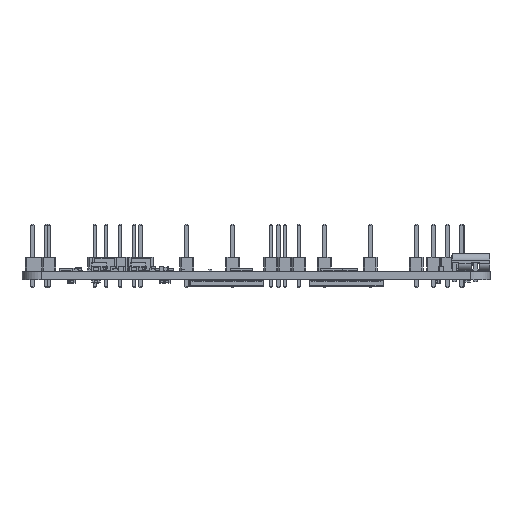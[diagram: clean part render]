
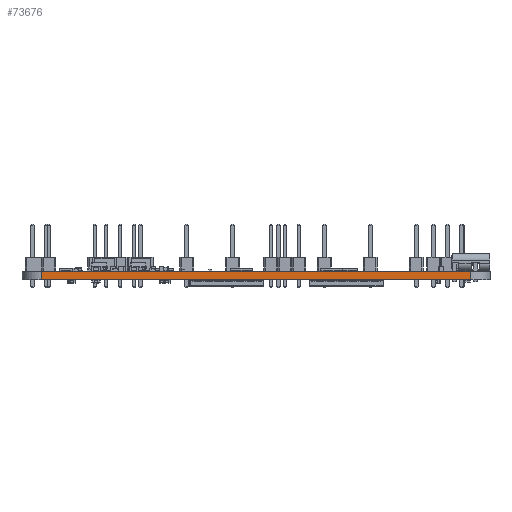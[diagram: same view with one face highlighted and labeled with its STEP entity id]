
A CAD part, front view. The second image highlights one B-rep face of the part: STEP entity #73676.
In plain terms, the highlighted planar face has unit normal (0, -1, 0).
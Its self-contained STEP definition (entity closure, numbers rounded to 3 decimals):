
#70043 = VERTEX_POINT('',#70044);
#70044 = CARTESIAN_POINT('',(-0.05,-22.445,0.));
#70051 = EDGE_CURVE('',#70052,#70043,#70054,.T.);
#70052 = VERTEX_POINT('',#70053);
#70053 = CARTESIAN_POINT('',(77.951,-22.445,0.));
#70054 = LINE('',#70055,#70056);
#70055 = CARTESIAN_POINT('',(77.951,-22.445,0.));
#70056 = VECTOR('',#70057,1.);
#70057 = DIRECTION('',(-1.,0.,0.));
#71880 = VERTEX_POINT('',#71881);
#71881 = CARTESIAN_POINT('',(-0.05,-22.445,1.538));
#71888 = EDGE_CURVE('',#71889,#71880,#71891,.T.);
#71889 = VERTEX_POINT('',#71890);
#71890 = CARTESIAN_POINT('',(77.951,-22.445,1.538));
#71891 = LINE('',#71892,#71893);
#71892 = CARTESIAN_POINT('',(77.951,-22.445,1.538));
#71893 = VECTOR('',#71894,1.);
#71894 = DIRECTION('',(-1.,0.,0.));
#73648 = EDGE_CURVE('',#70052,#71889,#73649,.T.);
#73649 = LINE('',#73650,#73651);
#73650 = CARTESIAN_POINT('',(77.951,-22.445,0.));
#73651 = VECTOR('',#73652,1.);
#73652 = DIRECTION('',(0.,0.,1.));
#73676 = ADVANCED_FACE('',(#73677),#73688,.T.);
#73677 = FACE_BOUND('',#73678,.T.);
#73678 = EDGE_LOOP('',(#73679,#73680,#73681,#73687));
#73679 = ORIENTED_EDGE('',*,*,#73648,.T.);
#73680 = ORIENTED_EDGE('',*,*,#71888,.T.);
#73681 = ORIENTED_EDGE('',*,*,#73682,.F.);
#73682 = EDGE_CURVE('',#70043,#71880,#73683,.T.);
#73683 = LINE('',#73684,#73685);
#73684 = CARTESIAN_POINT('',(-0.05,-22.445,0.));
#73685 = VECTOR('',#73686,1.);
#73686 = DIRECTION('',(0.,0.,1.));
#73687 = ORIENTED_EDGE('',*,*,#70051,.F.);
#73688 = PLANE('',#73689);
#73689 = AXIS2_PLACEMENT_3D('',#73690,#73691,#73692);
#73690 = CARTESIAN_POINT('',(77.951,-22.445,0.));
#73691 = DIRECTION('',(0.,-1.,0.));
#73692 = DIRECTION('',(-1.,0.,0.));
